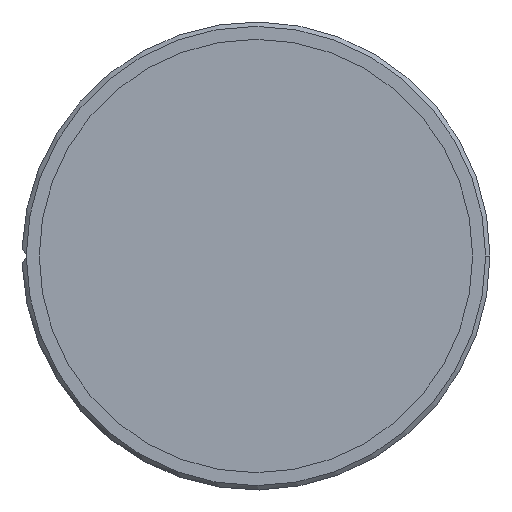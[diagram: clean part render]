
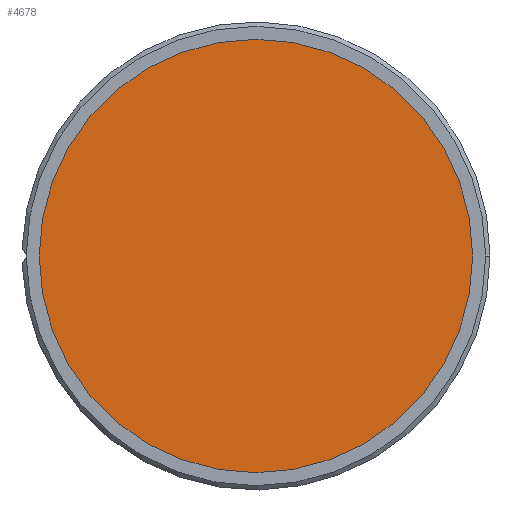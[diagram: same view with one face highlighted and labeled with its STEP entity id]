
A CAD part, left-side view. The second image highlights one B-rep face of the part: STEP entity #4678.
In plain terms, the highlighted planar face has unit normal (-1, 0, 0).
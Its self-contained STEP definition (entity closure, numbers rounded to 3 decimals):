
#67 = PLANE ( 'NONE',  #5122 ) ;
#237 = EDGE_CURVE ( 'NONE', #1790, #4060, #4410, .T. ) ;
#453 = CARTESIAN_POINT ( 'NONE',  ( 344., -25., 625. ) ) ;
#1151 = AXIS2_PLACEMENT_3D ( 'NONE', #2331, #5265, #2711 ) ;
#1747 = CARTESIAN_POINT ( 'NONE',  ( 344., 25., 625. ) ) ;
#1790 = VERTEX_POINT ( 'NONE', #1861 ) ;
#1861 = CARTESIAN_POINT ( 'NONE',  ( 344., 25., 625. ) ) ;
#2199 = DIRECTION ( 'NONE',  ( 0., -1., 0. ) ) ;
#2208 = DIRECTION ( 'NONE',  ( -1., 0., 0. ) ) ;
#2331 = CARTESIAN_POINT ( 'NONE',  ( 344., 0., 625. ) ) ;
#2605 = CARTESIAN_POINT ( 'NONE',  ( 344., 0., 625. ) ) ;
#2667 = AXIS2_PLACEMENT_3D ( 'NONE', #2605, #4264, #2199 ) ;
#2711 = DIRECTION ( 'NONE',  ( 0., -1., 0. ) ) ;
#2933 = ORIENTED_EDGE ( 'NONE', *, *, #3462, .F. ) ;
#2969 = FACE_OUTER_BOUND ( 'NONE', #4029, .T. ) ;
#3462 = EDGE_CURVE ( 'NONE', #4060, #1790, #3688, .T. ) ;
#3688 = CIRCLE ( 'NONE', #1151, 25. ) ;
#3868 = DIRECTION ( 'NONE',  ( 0., 1., 0. ) ) ;
#4029 = EDGE_LOOP ( 'NONE', ( #2933, #4348 ) ) ;
#4060 = VERTEX_POINT ( 'NONE', #453 ) ;
#4264 = DIRECTION ( 'NONE',  ( 1., 0., 0. ) ) ;
#4348 = ORIENTED_EDGE ( 'NONE', *, *, #237, .F. ) ;
#4410 = CIRCLE ( 'NONE', #2667, 25. ) ;
#4678 = ADVANCED_FACE ( 'NONE', ( #2969 ), #67, .T. ) ;
#5122 = AXIS2_PLACEMENT_3D ( 'NONE', #1747, #2208, #3868 ) ;
#5265 = DIRECTION ( 'NONE',  ( 1., 0., 0. ) ) ;
